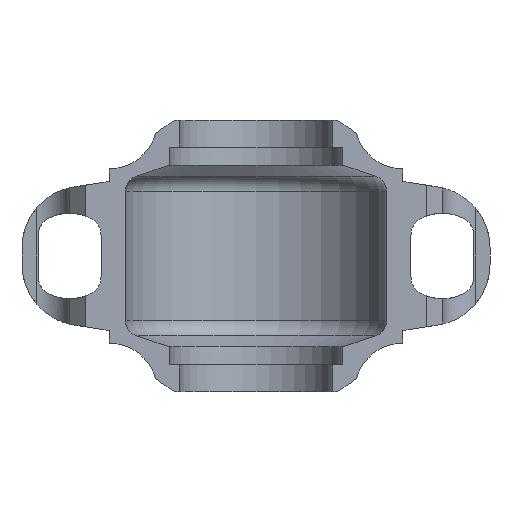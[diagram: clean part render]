
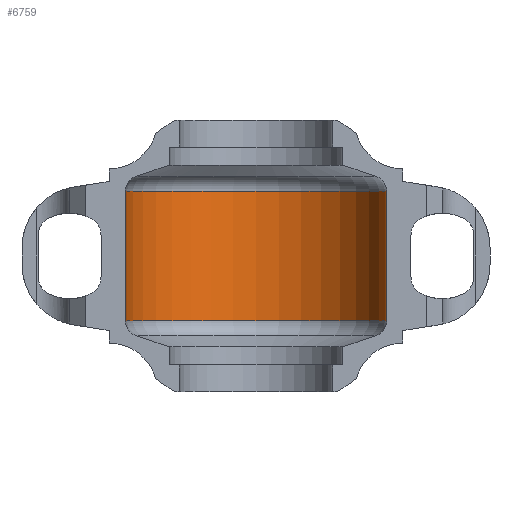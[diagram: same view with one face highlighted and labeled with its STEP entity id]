
A CAD part, front view. The second image highlights one B-rep face of the part: STEP entity #6759.
In plain terms, the highlighted cylindrical face has radius 20.574 mm (diameter 41.148 mm), a partial arc.
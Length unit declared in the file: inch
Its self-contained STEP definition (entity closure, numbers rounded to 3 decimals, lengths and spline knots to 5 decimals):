
#997=FACE_OUTER_BOUND('',#1394,.T.);
#1394=EDGE_LOOP('',(#6105,#6106,#6107,#6108));
#1605=CIRCLE('',#7210,0.81);
#1606=CIRCLE('',#7212,0.81);
#2024=LINE('',#13508,#2520);
#2085=LINE('',#13933,#2581);
#2520=VECTOR('',#8341,0.8);
#2581=VECTOR('',#8548,0.8);
#3167=VERTEX_POINT('',#13505);
#3168=VERTEX_POINT('',#13507);
#3244=VERTEX_POINT('',#13928);
#3245=VERTEX_POINT('',#13932);
#4101=EDGE_CURVE('',#3167,#3168,#2024,.T.);
#4216=EDGE_CURVE('',#3167,#3244,#1605,.T.);
#4217=EDGE_CURVE('',#3245,#3244,#2085,.T.);
#4218=EDGE_CURVE('',#3168,#3245,#1606,.T.);
#6105=ORIENTED_EDGE('',*,*,#4217,.F.);
#6106=ORIENTED_EDGE('',*,*,#4218,.F.);
#6107=ORIENTED_EDGE('',*,*,#4101,.F.);
#6108=ORIENTED_EDGE('',*,*,#4216,.T.);
#6399=CYLINDRICAL_SURFACE('',#7211,0.81);
#6759=ADVANCED_FACE('',(#997),#6399,.F.);
#7210=AXIS2_PLACEMENT_3D('',#13930,#8544,#8545);
#7211=AXIS2_PLACEMENT_3D('',#13931,#8546,#8547);
#7212=AXIS2_PLACEMENT_3D('',#13934,#8549,#8550);
#8341=DIRECTION('',(0.,0.,-1.));
#8544=DIRECTION('center_axis',(0.,0.,1.));
#8545=DIRECTION('ref_axis',(1.,0.,0.));
#8546=DIRECTION('center_axis',(0.,0.,-1.));
#8547=DIRECTION('ref_axis',(-1.,0.,0.));
#8548=DIRECTION('',(0.,0.,1.));
#8549=DIRECTION('center_axis',(0.,0.,1.));
#8550=DIRECTION('ref_axis',(1.,0.,0.));
#13505=CARTESIAN_POINT('',(0.81,0.,0.4));
#13507=CARTESIAN_POINT('',(0.81,0.,-0.4));
#13508=CARTESIAN_POINT('',(0.81,0.,0.));
#13928=CARTESIAN_POINT('',(-0.81,0.,0.4));
#13930=CARTESIAN_POINT('Origin',(0.,0.,
0.4));
#13931=CARTESIAN_POINT('Origin',(0.,0.,0.));
#13932=CARTESIAN_POINT('',(-0.81,0.,-0.4));
#13933=CARTESIAN_POINT('',(-0.81,0.,0.));
#13934=CARTESIAN_POINT('Origin',(0.,0.,
-0.4));
